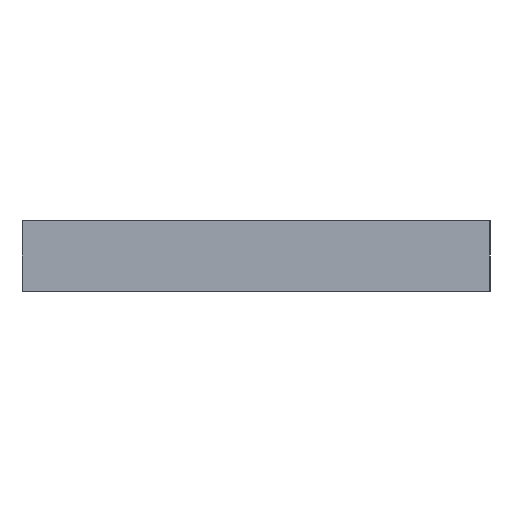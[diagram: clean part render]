
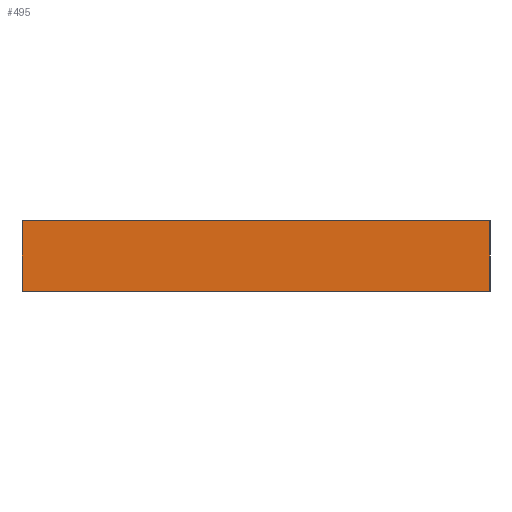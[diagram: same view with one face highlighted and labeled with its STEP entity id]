
A CAD part, left-side view. The second image highlights one B-rep face of the part: STEP entity #495.
In plain terms, the highlighted planar face has unit normal (-1, 0, 0).
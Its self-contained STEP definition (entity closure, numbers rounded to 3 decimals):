
#56 = VERTEX_POINT('',#57);
#57 = CARTESIAN_POINT('',(-140.5,-64.75,0.));
#63 = EDGE_CURVE('',#64,#56,#66,.T.);
#64 = VERTEX_POINT('',#65);
#65 = CARTESIAN_POINT('',(-140.5,67.5,0.));
#66 = LINE('',#67,#68);
#67 = CARTESIAN_POINT('',(-140.5,67.5,0.));
#68 = VECTOR('',#69,1.);
#69 = DIRECTION('',(0.,-1.,0.));
#478 = VERTEX_POINT('',#479);
#479 = CARTESIAN_POINT('',(-140.5,67.5,-20.));
#485 = EDGE_CURVE('',#64,#478,#486,.T.);
#486 = LINE('',#487,#488);
#487 = CARTESIAN_POINT('',(-140.5,67.5,0.));
#488 = VECTOR('',#489,1.);
#489 = DIRECTION('',(-0.,0.,-1.));
#495 = ADVANCED_FACE('',(#496),#514,.T.);
#496 = FACE_BOUND('',#497,.T.);
#497 = EDGE_LOOP('',(#498,#499,#507,#513));
#498 = ORIENTED_EDGE('',*,*,#485,.T.);
#499 = ORIENTED_EDGE('',*,*,#500,.F.);
#500 = EDGE_CURVE('',#501,#478,#503,.T.);
#501 = VERTEX_POINT('',#502);
#502 = CARTESIAN_POINT('',(-140.5,-64.75,-20.));
#503 = LINE('',#504,#505);
#504 = CARTESIAN_POINT('',(-140.5,-64.75,-20.));
#505 = VECTOR('',#506,1.);
#506 = DIRECTION('',(0.,1.,0.));
#507 = ORIENTED_EDGE('',*,*,#508,.F.);
#508 = EDGE_CURVE('',#56,#501,#509,.T.);
#509 = LINE('',#510,#511);
#510 = CARTESIAN_POINT('',(-140.5,-64.75,0.));
#511 = VECTOR('',#512,1.);
#512 = DIRECTION('',(-0.,0.,-1.));
#513 = ORIENTED_EDGE('',*,*,#63,.F.);
#514 = PLANE('',#515);
#515 = AXIS2_PLACEMENT_3D('',#516,#517,#518);
#516 = CARTESIAN_POINT('',(-140.5,1.375,-10.));
#517 = DIRECTION('',(-1.,-0.,-0.));
#518 = DIRECTION('',(0.,0.,-1.));
